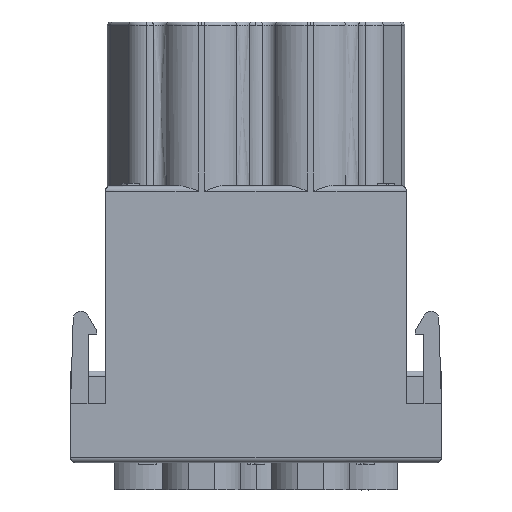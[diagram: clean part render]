
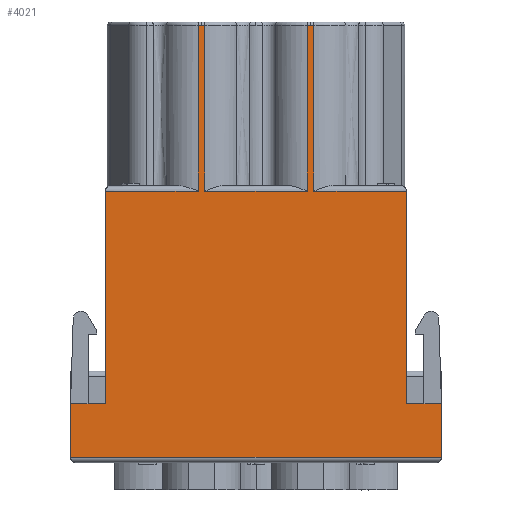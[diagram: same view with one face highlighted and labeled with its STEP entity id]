
A CAD part, left-side view. The second image highlights one B-rep face of the part: STEP entity #4021.
In plain terms, the highlighted planar face has unit normal (-1, 0, 0).
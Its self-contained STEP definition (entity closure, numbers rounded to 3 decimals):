
#4021=ADVANCED_FACE('',(#4711),#4315,.F.);
#4315=PLANE('',#11957);
#4711=FACE_OUTER_BOUND('',#5137,.T.);
#5137=EDGE_LOOP('',(#6795,#6796,#6797,#6798,#6799,#6800,#6801,#6802,#6803,
#6804,#6805,#6806,#6807,#6808,#6809,#6810,#6811,#6812));
#6795=ORIENTED_EDGE('',*,*,#9229,.F.);
#6796=ORIENTED_EDGE('',*,*,#8912,.F.);
#6797=ORIENTED_EDGE('',*,*,#9596,.F.);
#6798=ORIENTED_EDGE('',*,*,#9612,.F.);
#6799=ORIENTED_EDGE('',*,*,#9613,.F.);
#6800=ORIENTED_EDGE('',*,*,#9624,.F.);
#6801=ORIENTED_EDGE('',*,*,#9627,.F.);
#6802=ORIENTED_EDGE('',*,*,#9631,.F.);
#6803=ORIENTED_EDGE('',*,*,#9399,.F.);
#6804=ORIENTED_EDGE('',*,*,#9662,.F.);
#6805=ORIENTED_EDGE('',*,*,#9660,.F.);
#6806=ORIENTED_EDGE('',*,*,#9659,.F.);
#6807=ORIENTED_EDGE('',*,*,#9288,.F.);
#6808=ORIENTED_EDGE('',*,*,#9284,.F.);
#6809=ORIENTED_EDGE('',*,*,#9280,.F.);
#6810=ORIENTED_EDGE('',*,*,#9278,.F.);
#6811=ORIENTED_EDGE('',*,*,#9222,.F.);
#6812=ORIENTED_EDGE('',*,*,#9226,.F.);
#7994=VERTEX_POINT('',#14522);
#7995=VERTEX_POINT('',#14523);
#8202=VERTEX_POINT('',#15195);
#8207=VERTEX_POINT('',#15204);
#8208=VERTEX_POINT('',#15211);
#8237=VERTEX_POINT('',#15379);
#8238=VERTEX_POINT('',#15392);
#8240=VERTEX_POINT('',#15408);
#8243=VERTEX_POINT('',#15416);
#8307=VERTEX_POINT('',#15685);
#8309=VERTEX_POINT('',#15691);
#8436=VERTEX_POINT('',#16228);
#8442=VERTEX_POINT('',#16257);
#8443=VERTEX_POINT('',#16261);
#8449=VERTEX_POINT('',#16290);
#8450=VERTEX_POINT('',#16295);
#8462=VERTEX_POINT('',#16375);
#8463=VERTEX_POINT('',#16379);
#8912=EDGE_CURVE('',#7994,#7995,#10179,.T.);
#9222=EDGE_CURVE('',#8207,#8202,#10416,.T.);
#9226=EDGE_CURVE('',#8208,#8207,#10420,.T.);
#9229=EDGE_CURVE('',#7995,#8208,#10423,.T.);
#9278=EDGE_CURVE('',#8202,#8237,#10445,.T.);
#9280=EDGE_CURVE('',#8237,#8238,#10446,.T.);
#9284=EDGE_CURVE('',#8238,#8240,#10447,.T.);
#9288=EDGE_CURVE('',#8240,#8243,#10450,.T.);
#9399=EDGE_CURVE('',#8307,#8309,#10502,.T.);
#9596=EDGE_CURVE('',#8436,#7994,#10604,.T.);
#9612=EDGE_CURVE('',#8442,#8436,#10618,.T.);
#9613=EDGE_CURVE('',#8443,#8442,#10619,.T.);
#9624=EDGE_CURVE('',#8449,#8443,#10627,.T.);
#9627=EDGE_CURVE('',#8450,#8449,#10628,.T.);
#9631=EDGE_CURVE('',#8309,#8450,#10630,.T.);
#9659=EDGE_CURVE('',#8243,#8462,#10642,.T.);
#9660=EDGE_CURVE('',#8462,#8463,#10643,.T.);
#9662=EDGE_CURVE('',#8463,#8307,#10644,.T.);
#10179=LINE('',#14521,#10851);
#10416=LINE('',#15205,#11093);
#10420=LINE('',#15212,#11097);
#10423=LINE('',#15217,#11100);
#10445=LINE('',#15378,#11123);
#10446=LINE('',#15391,#11124);
#10447=LINE('',#15407,#11125);
#10450=LINE('',#15415,#11128);
#10502=LINE('',#15690,#11180);
#10604=LINE('',#16229,#11283);
#10618=LINE('',#16258,#11297);
#10619=LINE('',#16260,#11298);
#10627=LINE('',#16291,#11306);
#10628=LINE('',#16296,#11307);
#10630=LINE('',#16311,#11309);
#10642=LINE('',#16376,#11321);
#10643=LINE('',#16378,#11322);
#10644=LINE('',#16391,#11323);
#10851=VECTOR('',#12320,1.);
#11093=VECTOR('',#12902,1.);
#11097=VECTOR('',#12910,1.);
#11100=VECTOR('',#12915,1.);
#11123=VECTOR('',#13008,1.);
#11124=VECTOR('',#13011,1.);
#11125=VECTOR('',#13020,1.);
#11128=VECTOR('',#13027,1.);
#11180=VECTOR('',#13265,1.);
#11283=VECTOR('',#13656,1.);
#11297=VECTOR('',#13688,1.);
#11298=VECTOR('',#13691,1.);
#11306=VECTOR('',#13707,1.);
#11307=VECTOR('',#13714,1.);
#11309=VECTOR('',#13722,1.);
#11321=VECTOR('',#13792,1.);
#11322=VECTOR('',#13795,1.);
#11323=VECTOR('',#13798,1.);
#11957=AXIS2_PLACEMENT_3D('',#16393,#13801,#13802);
#12320=DIRECTION('',(0.,1.,0.));
#12902=DIRECTION('',(0.,0.,1.));
#12910=DIRECTION('',(0.,-1.,0.));
#12915=DIRECTION('',(0.,0.,1.));
#13008=DIRECTION('',(0.,-1.,0.));
#13011=DIRECTION('',(0.,0.,1.));
#13020=DIRECTION('',(0.,-1.,0.));
#13027=DIRECTION('',(0.,-1.,0.));
#13265=DIRECTION('',(0.,-1.,0.));
#13656=DIRECTION('',(0.,0.,-1.));
#13688=DIRECTION('',(0.,-1.,0.));
#13691=DIRECTION('',(0.,0.,-1.));
#13707=DIRECTION('',(0.,-1.,0.));
#13714=DIRECTION('',(0.,0.,-1.));
#13722=DIRECTION('',(0.,-1.,0.));
#13792=DIRECTION('',(0.,0.,-1.));
#13795=DIRECTION('',(0.,-1.,0.));
#13798=DIRECTION('',(0.,0.,1.));
#13801=DIRECTION('',(1.,0.,0.));
#13802=DIRECTION('',(0.,1.,0.));
#14521=CARTESIAN_POINT('',(-5.7,-17.,0.4));
#14522=CARTESIAN_POINT('',(-5.7,-17.,0.4));
#14523=CARTESIAN_POINT('',(-5.7,17.,0.4));
#15195=CARTESIAN_POINT('',(-5.7,13.8,24.8));
#15204=CARTESIAN_POINT('',(-5.7,13.8,5.3));
#15205=CARTESIAN_POINT('',(-5.7,13.8,5.3));
#15211=CARTESIAN_POINT('',(-5.7,17.,5.3));
#15212=CARTESIAN_POINT('',(-5.7,17.,5.3));
#15217=CARTESIAN_POINT('',(-5.7,17.,0.4));
#15378=CARTESIAN_POINT('',(-5.7,13.8,24.8));
#15379=CARTESIAN_POINT('',(-5.7,5.3,24.8));
#15391=CARTESIAN_POINT('',(-5.7,5.3,24.8));
#15392=CARTESIAN_POINT('',(-5.7,5.3,40.));
#15407=CARTESIAN_POINT('',(-5.7,5.3,40.));
#15408=CARTESIAN_POINT('',(-5.7,5.,40.));
#15415=CARTESIAN_POINT('',(-5.7,5.,40.));
#15416=CARTESIAN_POINT('',(-5.7,4.7,40.));
#15685=CARTESIAN_POINT('',(-5.7,-4.7,40.));
#15690=CARTESIAN_POINT('',(-5.7,-17.4,40.));
#15691=CARTESIAN_POINT('',(-5.7,-5.,40.));
#16228=CARTESIAN_POINT('',(-5.7,-17.,5.3));
#16229=CARTESIAN_POINT('',(-5.7,-17.,5.3));
#16257=CARTESIAN_POINT('',(-5.7,-13.8,5.3));
#16258=CARTESIAN_POINT('',(-5.7,-13.8,5.3));
#16260=CARTESIAN_POINT('',(-5.7,-13.8,24.8));
#16261=CARTESIAN_POINT('',(-5.7,-13.8,24.8));
#16290=CARTESIAN_POINT('',(-5.7,-5.3,24.8));
#16291=CARTESIAN_POINT('',(-5.7,-5.3,24.8));
#16295=CARTESIAN_POINT('',(-5.7,-5.3,40.));
#16296=CARTESIAN_POINT('',(-5.7,-5.3,40.));
#16311=CARTESIAN_POINT('',(-5.7,-5.,40.));
#16375=CARTESIAN_POINT('',(-5.7,4.7,24.8));
#16376=CARTESIAN_POINT('',(-5.7,4.7,40.));
#16378=CARTESIAN_POINT('',(-5.7,-2.35,24.8));
#16379=CARTESIAN_POINT('',(-5.7,-4.7,24.8));
#16391=CARTESIAN_POINT('',(-5.7,-4.7,24.8));
#16393=CARTESIAN_POINT('',(-5.7,-17.4,-0.5));
